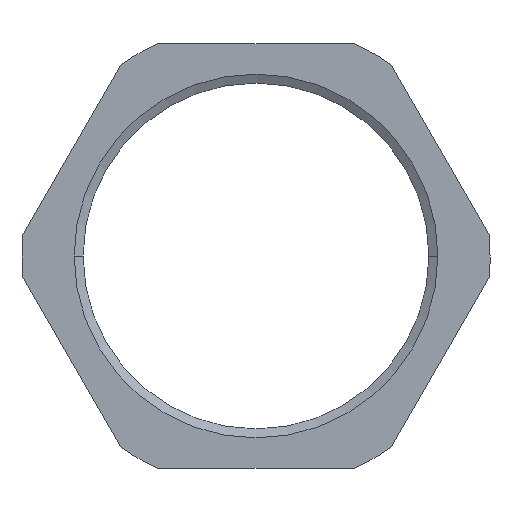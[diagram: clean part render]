
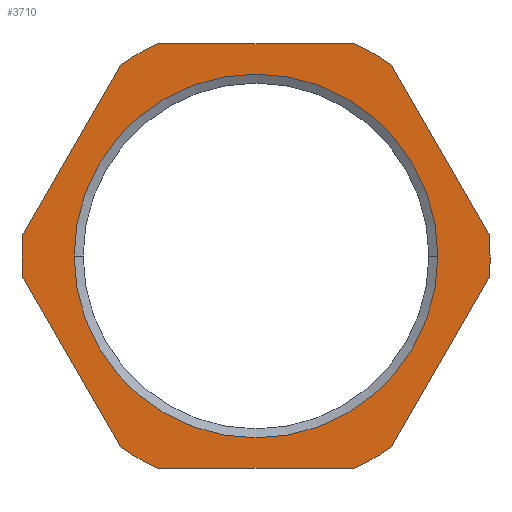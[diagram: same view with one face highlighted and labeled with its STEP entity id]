
A CAD part, left-side view. The second image highlights one B-rep face of the part: STEP entity #3710.
In plain terms, the highlighted planar face has unit normal (-1, 0, 0).
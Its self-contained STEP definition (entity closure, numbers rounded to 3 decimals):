
#1440=CARTESIAN_POINT('',(-9.,0.,-25.25));
#1450=VERTEX_POINT('',#1440);
#1670=CARTESIAN_POINT('',(-9.,0.,25.25));
#1680=VERTEX_POINT('',#1670);
#1710=CARTESIAN_POINT('',(-9.,0.,0.));
#1720=DIRECTION('',(1.,-0.,-0.));
#1730=DIRECTION('',(0.,0.,-1.));
#1740=AXIS2_PLACEMENT_3D('',#1710,#1720,#1730);
#1750=CIRCLE('',#1740,25.25);
#1760=EDGE_CURVE('',#1680,#1450,#1750,.T.);
#2570=CARTESIAN_POINT('',(-9.,32.5,0.));
#2580=DIRECTION('',(-1.,0.,0.));
#2590=DIRECTION('',(0.,0.,1.));
#2600=AXIS2_PLACEMENT_3D('',#2570,#2580,#2590);
#2610=PLANE('',#2600);
#2620=EDGE_CURVE('',#1450,#1680,#1750,.T.);
#2630=ORIENTED_EDGE('',*,*,#2620,.T.);
#2640=ORIENTED_EDGE('',*,*,#1760,.T.);
#2650=EDGE_LOOP('',(#2640,#2630));
#2660=FACE_BOUND('',#2650,.T.);
#2670=CARTESIAN_POINT('',(-9.,34.064,0.));
#2680=DIRECTION('',(0.,-0.5,0.866));
#2690=VECTOR('',#2680,1000.);
#2700=LINE('',#2670,#2690);
#2710=CARTESIAN_POINT('',(-9.,32.367,2.939));
#2720=VERTEX_POINT('',#2710);
#2730=CARTESIAN_POINT('',(-9.,18.729,26.561));
#2740=VERTEX_POINT('',#2730);
#2750=EDGE_CURVE('',#2720,#2740,#2700,.T.);
#2760=ORIENTED_EDGE('',*,*,#2750,.F.);
#2770=CARTESIAN_POINT('',(-9.,0.,0.));
#2780=DIRECTION('',(1.,-0.,-0.));
#2790=DIRECTION('',(0.,0.,-1.));
#2800=AXIS2_PLACEMENT_3D('',#2770,#2780,#2790);
#2810=CIRCLE('',#2800,32.5);
#2820=CARTESIAN_POINT('',(-9.,13.638,29.5));
#2830=VERTEX_POINT('',#2820);
#2840=EDGE_CURVE('',#2740,#2830,#2810,.T.);
#2850=ORIENTED_EDGE('',*,*,#2840,.F.);
#2860=CARTESIAN_POINT('',(-9.,17.032,29.5));
#2870=DIRECTION('',(0.,-1.,0.));
#2880=VECTOR('',#2870,1000.);
#2890=LINE('',#2860,#2880);
#2900=CARTESIAN_POINT('',(-9.,-13.638,29.5));
#2910=VERTEX_POINT('',#2900);
#2920=EDGE_CURVE('',#2830,#2910,#2890,.T.);
#2930=ORIENTED_EDGE('',*,*,#2920,.F.);
#2940=CARTESIAN_POINT('',(-9.,0.,0.));
#2950=DIRECTION('',(1.,-0.,-0.));
#2960=DIRECTION('',(0.,0.,-1.));
#2970=AXIS2_PLACEMENT_3D('',#2940,#2950,#2960);
#2980=CIRCLE('',#2970,32.5);
#2990=CARTESIAN_POINT('',(-9.,-18.729,26.561));
#3000=VERTEX_POINT('',#2990);
#3010=EDGE_CURVE('',#2910,#3000,#2980,.T.);
#3020=ORIENTED_EDGE('',*,*,#3010,.F.);
#3030=CARTESIAN_POINT('',(-9.,-34.064,0.));
#3040=DIRECTION('',(0.,0.5,0.866));
#3050=VECTOR('',#3040,1000.);
#3060=LINE('',#3030,#3050);
#3070=CARTESIAN_POINT('',(-9.,-32.367,2.939));
#3080=VERTEX_POINT('',#3070);
#3090=EDGE_CURVE('',#3080,#3000,#3060,.T.);
#3100=ORIENTED_EDGE('',*,*,#3090,.T.);
#3110=CARTESIAN_POINT('',(-9.,0.,0.));
#3120=DIRECTION('',(1.,-0.,-0.));
#3130=DIRECTION('',(0.,0.,-1.));
#3140=AXIS2_PLACEMENT_3D('',#3110,#3120,#3130);
#3150=CIRCLE('',#3140,32.5);
#3160=CARTESIAN_POINT('',(-9.,-32.367,-2.939));
#3170=VERTEX_POINT('',#3160);
#3180=EDGE_CURVE('',#3080,#3170,#3150,.T.);
#3190=ORIENTED_EDGE('',*,*,#3180,.F.);
#3200=CARTESIAN_POINT('',(-9.,-34.064,0.));
#3210=DIRECTION('',(0.,0.5,-0.866));
#3220=VECTOR('',#3210,1000.);
#3230=LINE('',#3200,#3220);
#3240=CARTESIAN_POINT('',(-9.,-18.729,-26.561));
#3250=VERTEX_POINT('',#3240);
#3260=EDGE_CURVE('',#3170,#3250,#3230,.T.);
#3270=ORIENTED_EDGE('',*,*,#3260,.F.);
#3280=CARTESIAN_POINT('',(-9.,0.,0.));
#3290=DIRECTION('',(1.,-0.,-0.));
#3300=DIRECTION('',(0.,0.,-1.));
#3310=AXIS2_PLACEMENT_3D('',#3280,#3290,#3300);
#3320=CIRCLE('',#3310,32.5);
#3330=CARTESIAN_POINT('',(-9.,-13.638,-29.5));
#3340=VERTEX_POINT('',#3330);
#3350=EDGE_CURVE('',#3250,#3340,#3320,.T.);
#3360=ORIENTED_EDGE('',*,*,#3350,.F.);
#3370=CARTESIAN_POINT('',(-9.,17.032,-29.5));
#3380=DIRECTION('',(0.,-1.,0.));
#3390=VECTOR('',#3380,1000.);
#3400=LINE('',#3370,#3390);
#3410=CARTESIAN_POINT('',(-9.,13.638,-29.5));
#3420=VERTEX_POINT('',#3410);
#3430=EDGE_CURVE('',#3420,#3340,#3400,.T.);
#3440=ORIENTED_EDGE('',*,*,#3430,.T.);
#3450=CARTESIAN_POINT('',(-9.,0.,0.));
#3460=DIRECTION('',(1.,-0.,-0.));
#3470=DIRECTION('',(0.,0.,-1.));
#3480=AXIS2_PLACEMENT_3D('',#3450,#3460,#3470);
#3490=CIRCLE('',#3480,32.5);
#3500=CARTESIAN_POINT('',(-9.,18.729,-26.561));
#3510=VERTEX_POINT('',#3500);
#3520=EDGE_CURVE('',#3420,#3510,#3490,.T.);
#3530=ORIENTED_EDGE('',*,*,#3520,.F.);
#3540=CARTESIAN_POINT('',(-9.,34.064,0.));
#3550=DIRECTION('',(0.,-0.5,-0.866));
#3560=VECTOR('',#3550,1000.);
#3570=LINE('',#3540,#3560);
#3580=CARTESIAN_POINT('',(-9.,32.367,-2.939));
#3590=VERTEX_POINT('',#3580);
#3600=EDGE_CURVE('',#3590,#3510,#3570,.T.);
#3610=ORIENTED_EDGE('',*,*,#3600,.T.);
#3620=CARTESIAN_POINT('',(-9.,0.,0.));
#3630=DIRECTION('',(1.,-0.,-0.));
#3640=DIRECTION('',(0.,0.,-1.));
#3650=AXIS2_PLACEMENT_3D('',#3620,#3630,#3640);
#3660=CIRCLE('',#3650,32.5);
#3670=EDGE_CURVE('',#3590,#2720,#3660,.T.);
#3680=ORIENTED_EDGE('',*,*,#3670,.F.);
#3690=EDGE_LOOP('',(#3680,#3610,#3530,#3440,#3360,#3270,#3190,#3100,
#3020,#2930,#2850,#2760));
#3700=FACE_OUTER_BOUND('',#3690,.T.);
#3710=ADVANCED_FACE('',(#2660,#3700),#2610,.T.);
